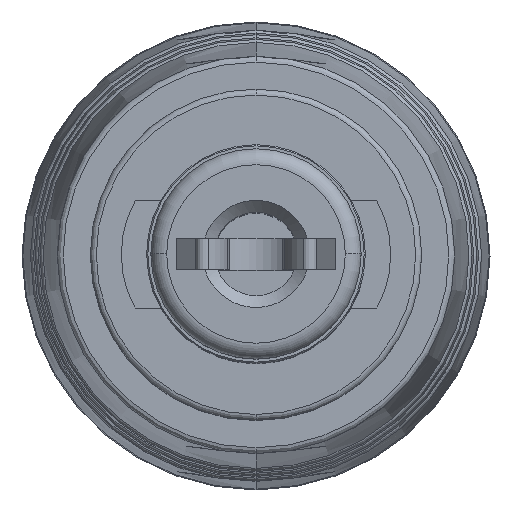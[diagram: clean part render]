
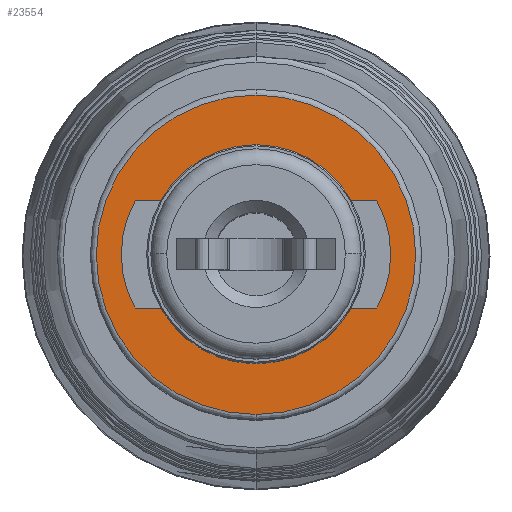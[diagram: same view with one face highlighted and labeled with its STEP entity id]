
A CAD part, top view. The second image highlights one B-rep face of the part: STEP entity #23554.
In plain terms, the highlighted face is planar.
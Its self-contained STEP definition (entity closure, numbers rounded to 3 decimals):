
#159 = AXIS2_PLACEMENT_3D ( 'NONE', #4032, #21316, #15394 ) ;
#333 = CIRCLE ( 'NONE', #14652, 4.025 ) ;
#2792 = VERTEX_POINT ( 'NONE', #16502 ) ;
#3508 = EDGE_CURVE ( 'NONE', #2792, #22380, #33985, .T. ) ;
#4032 = CARTESIAN_POINT ( 'NONE',  ( 0., 0., 0. ) ) ;
#4315 = EDGE_LOOP ( 'NONE', ( #31347, #19587 ) ) ;
#6788 = CARTESIAN_POINT ( 'NONE',  ( 0., 0., 0. ) ) ;
#7779 = DIRECTION ( 'NONE',  ( 0., -1., 0. ) ) ;
#9880 = DIRECTION ( 'NONE',  ( 0., 0., -1. ) ) ;
#9934 = VERTEX_POINT ( 'NONE', #23949 ) ;
#10551 = CIRCLE ( 'NONE', #18067, 4.025 ) ;
#11469 = VERTEX_POINT ( 'NONE', #29229 ) ;
#12476 = DIRECTION ( 'NONE',  ( 0., 1., 0. ) ) ;
#13173 = FACE_BOUND ( 'NONE', #4315, .T. ) ;
#14652 = AXIS2_PLACEMENT_3D ( 'NONE', #27476, #18802, #16029 ) ;
#14907 = EDGE_CURVE ( 'NONE', #22380, #2792, #24200, .T. ) ;
#15394 = DIRECTION ( 'NONE',  ( 0., 0., 1. ) ) ;
#15963 = AXIS2_PLACEMENT_3D ( 'NONE', #35914, #36027, #18719 ) ;
#16029 = DIRECTION ( 'NONE',  ( 0., 0., -1. ) ) ;
#16331 = FACE_OUTER_BOUND ( 'NONE', #16859, .T. ) ;
#16502 = CARTESIAN_POINT ( 'NONE',  ( 0., 0., -2.75 ) ) ;
#16859 = EDGE_LOOP ( 'NONE', ( #23542, #34558 ) ) ;
#17627 = AXIS2_PLACEMENT_3D ( 'NONE', #6788, #7779, #24488 ) ;
#18067 = AXIS2_PLACEMENT_3D ( 'NONE', #35336, #12476, #9880 ) ;
#18719 = DIRECTION ( 'NONE',  ( 0., 0., 1. ) ) ;
#18802 = DIRECTION ( 'NONE',  ( 0., 1., 0. ) ) ;
#19587 = ORIENTED_EDGE ( 'NONE', *, *, #3508, .F. ) ;
#20097 = CARTESIAN_POINT ( 'NONE',  ( 0., 0., 2.75 ) ) ;
#21316 = DIRECTION ( 'NONE',  ( 0., 1., 0. ) ) ;
#22380 = VERTEX_POINT ( 'NONE', #20097 ) ;
#23542 = ORIENTED_EDGE ( 'NONE', *, *, #29118, .T. ) ;
#23554 = ADVANCED_FACE ( 'NONE', ( #13173, #16331 ), #24358, .F. ) ;
#23949 = CARTESIAN_POINT ( 'NONE',  ( 0., 0., -4.025 ) ) ;
#24200 = CIRCLE ( 'NONE', #15963, 2.75 ) ;
#24358 = PLANE ( 'NONE',  #17627 ) ;
#24488 = DIRECTION ( 'NONE',  ( 0., 0., -1. ) ) ;
#27476 = CARTESIAN_POINT ( 'NONE',  ( 0., 0., 0. ) ) ;
#29118 = EDGE_CURVE ( 'NONE', #9934, #11469, #333, .T. ) ;
#29229 = CARTESIAN_POINT ( 'NONE',  ( 0., 0., 4.025 ) ) ;
#31347 = ORIENTED_EDGE ( 'NONE', *, *, #14907, .F. ) ;
#31574 = EDGE_CURVE ( 'NONE', #11469, #9934, #10551, .T. ) ;
#33985 = CIRCLE ( 'NONE', #159, 2.75 ) ;
#34558 = ORIENTED_EDGE ( 'NONE', *, *, #31574, .T. ) ;
#35336 = CARTESIAN_POINT ( 'NONE',  ( 0., 0., 0. ) ) ;
#35914 = CARTESIAN_POINT ( 'NONE',  ( 0., 0., 0. ) ) ;
#36027 = DIRECTION ( 'NONE',  ( 0., 1., 0. ) ) ;
